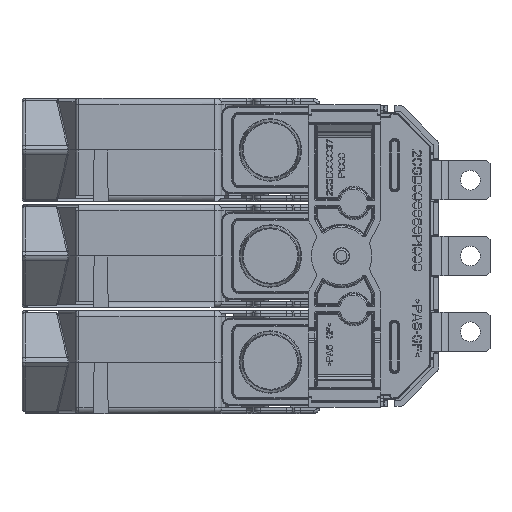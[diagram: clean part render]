
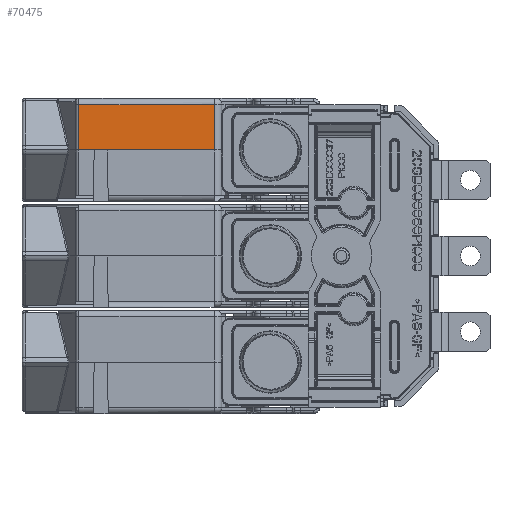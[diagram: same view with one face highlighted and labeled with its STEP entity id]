
A CAD part, front view. The second image highlights one B-rep face of the part: STEP entity #70475.
In plain terms, the highlighted planar face has unit normal (0, -1, 0).
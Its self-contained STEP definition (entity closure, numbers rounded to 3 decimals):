
#66 = VERTEX_POINT ( 'NONE', #9957 ) ;
#7279 = DIRECTION ( 'NONE',  ( 0., 1., 0. ) ) ;
#9018 = LINE ( 'NONE', #89713, #90022 ) ;
#9957 = CARTESIAN_POINT ( 'NONE',  ( -63.5, 5.434, 50. ) ) ;
#10190 = VERTEX_POINT ( 'NONE', #26718 ) ;
#10251 = LINE ( 'NONE', #94065, #49485 ) ;
#11252 = FACE_OUTER_BOUND ( 'NONE', #51006, .T. ) ;
#13362 = CARTESIAN_POINT ( 'NONE',  ( -108.233, 5.434, 50. ) ) ;
#20177 = VECTOR ( 'NONE', #59483, 1000. ) ;
#22337 = VERTEX_POINT ( 'NONE', #13362 ) ;
#26718 = CARTESIAN_POINT ( 'NONE',  ( -108.233, 5.434, 35. ) ) ;
#28503 = EDGE_CURVE ( 'NONE', #22337, #66, #93917, .T. ) ;
#38512 = PLANE ( 'NONE',  #93999 ) ;
#39233 = DIRECTION ( 'NONE',  ( 0., 0., 1. ) ) ;
#40873 = VERTEX_POINT ( 'NONE', #78749 ) ;
#41657 = ORIENTED_EDGE ( 'NONE', *, *, #97246, .T. ) ;
#43384 = CARTESIAN_POINT ( 'NONE',  ( -79., 5.434, 35. ) ) ;
#43994 = CARTESIAN_POINT ( 'NONE',  ( -63.5, 5.434, 50. ) ) ;
#49485 = VECTOR ( 'NONE', #39233, 1000. ) ;
#51006 = EDGE_LOOP ( 'NONE', ( #41657, #58782, #84440, #80394 ) ) ;
#54271 = CARTESIAN_POINT ( 'NONE',  ( -61., 5.434, 35. ) ) ;
#58782 = ORIENTED_EDGE ( 'NONE', *, *, #64801, .F. ) ;
#59483 = DIRECTION ( 'NONE',  ( 1., 0., 0. ) ) ;
#61898 = LINE ( 'NONE', #43384, #20177 ) ;
#62137 = DIRECTION ( 'NONE',  ( -1., 0., 0. ) ) ;
#64801 = EDGE_CURVE ( 'NONE', #66, #40873, #9018, .T. ) ;
#66395 = DIRECTION ( 'NONE',  ( 0., 0., -1. ) ) ;
#70475 = ADVANCED_FACE ( 'NONE', ( #11252 ), #38512, .F. ) ;
#70644 = VECTOR ( 'NONE', #90985, 1000. ) ;
#78749 = CARTESIAN_POINT ( 'NONE',  ( -63.5, 5.434, 35. ) ) ;
#80394 = ORIENTED_EDGE ( 'NONE', *, *, #86961, .F. ) ;
#84440 = ORIENTED_EDGE ( 'NONE', *, *, #28503, .F. ) ;
#86961 = EDGE_CURVE ( 'NONE', #10190, #22337, #10251, .T. ) ;
#89713 = CARTESIAN_POINT ( 'NONE',  ( -63.5, 5.434, 35. ) ) ;
#90022 = VECTOR ( 'NONE', #66395, 1000. ) ;
#90985 = DIRECTION ( 'NONE',  ( 1., 0., 0. ) ) ;
#93917 = LINE ( 'NONE', #43994, #70644 ) ;
#93999 = AXIS2_PLACEMENT_3D ( 'NONE', #54271, #7279, #62137 ) ;
#94065 = CARTESIAN_POINT ( 'NONE',  ( -108.233, 5.434, 35. ) ) ;
#97246 = EDGE_CURVE ( 'NONE', #10190, #40873, #61898, .T. ) ;
